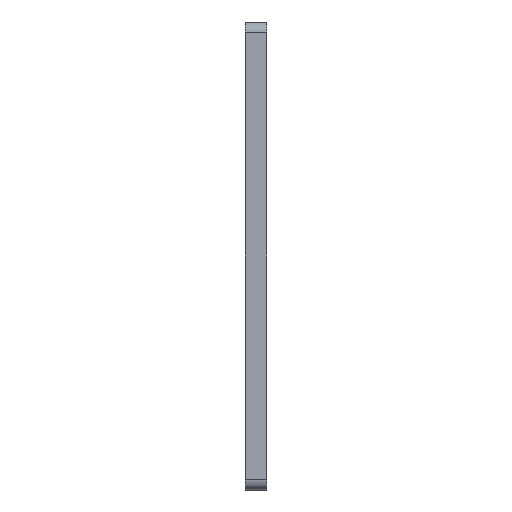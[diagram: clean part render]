
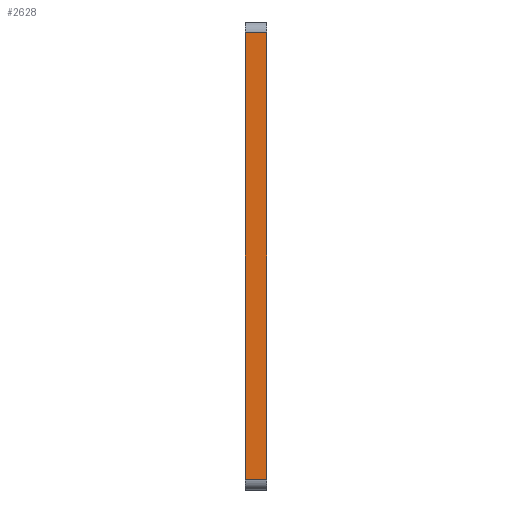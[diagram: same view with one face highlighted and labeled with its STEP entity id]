
A CAD part, left-side view. The second image highlights one B-rep face of the part: STEP entity #2628.
In plain terms, the highlighted planar face has unit normal (-1, 0, 0).
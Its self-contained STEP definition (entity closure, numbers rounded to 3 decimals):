
#55 = PLANE('',#56);
#56 = AXIS2_PLACEMENT_3D('',#57,#58,#59);
#57 = CARTESIAN_POINT('',(127.1,38.1,211.9));
#58 = DIRECTION('',(0.,-1.,0.));
#59 = DIRECTION('',(0.,0.,-1.));
#111 = PLANE('',#112);
#112 = AXIS2_PLACEMENT_3D('',#113,#114,#115);
#113 = CARTESIAN_POINT('',(127.1,42.1,211.9));
#114 = DIRECTION('',(0.,-1.,0.));
#115 = DIRECTION('',(0.,0.,-1.));
#137 = CYLINDRICAL_SURFACE('',#138,2.);
#138 = AXIS2_PLACEMENT_3D('',#139,#140,#141);
#139 = CARTESIAN_POINT('',(-184.1,38.1,213.9));
#140 = DIRECTION('',(0.,1.,0.));
#141 = DIRECTION('',(0.,0.,-1.));
#267 = VERTEX_POINT('',#268);
#268 = CARTESIAN_POINT('',(-186.1,38.1,296.1));
#287 = CYLINDRICAL_SURFACE('',#288,2.);
#288 = AXIS2_PLACEMENT_3D('',#289,#290,#291);
#289 = CARTESIAN_POINT('',(-184.1,38.1,296.1));
#290 = DIRECTION('',(0.,1.,0.));
#291 = DIRECTION('',(-1.,0.,0.));
#299 = EDGE_CURVE('',#300,#267,#302,.T.);
#300 = VERTEX_POINT('',#301);
#301 = CARTESIAN_POINT('',(-186.1,38.1,213.9));
#302 = SURFACE_CURVE('',#303,(#307,#314),.PCURVE_S1.);
#303 = LINE('',#304,#305);
#304 = CARTESIAN_POINT('',(-186.1,38.1,211.9));
#305 = VECTOR('',#306,1.);
#306 = DIRECTION('',(0.,0.,1.));
#307 = PCURVE('',#55,#308);
#308 = DEFINITIONAL_REPRESENTATION('',(#309),#313);
#309 = LINE('',#310,#311);
#310 = CARTESIAN_POINT('',(0.,-313.2));
#311 = VECTOR('',#312,1.);
#312 = DIRECTION('',(-1.,0.));
#313 = ( GEOMETRIC_REPRESENTATION_CONTEXT(2) 
PARAMETRIC_REPRESENTATION_CONTEXT() REPRESENTATION_CONTEXT('2D SPACE',''
  ) );
#314 = PCURVE('',#315,#320);
#315 = PLANE('',#316);
#316 = AXIS2_PLACEMENT_3D('',#317,#318,#319);
#317 = CARTESIAN_POINT('',(-186.1,38.1,211.9));
#318 = DIRECTION('',(1.,0.,0.));
#319 = DIRECTION('',(0.,0.,1.));
#320 = DEFINITIONAL_REPRESENTATION('',(#321),#325);
#321 = LINE('',#322,#323);
#322 = CARTESIAN_POINT('',(0.,0.));
#323 = VECTOR('',#324,1.);
#324 = DIRECTION('',(1.,0.));
#325 = ( GEOMETRIC_REPRESENTATION_CONTEXT(2) 
PARAMETRIC_REPRESENTATION_CONTEXT() REPRESENTATION_CONTEXT('2D SPACE',''
  ) );
#1505 = EDGE_CURVE('',#300,#1506,#1508,.T.);
#1506 = VERTEX_POINT('',#1507);
#1507 = CARTESIAN_POINT('',(-186.1,42.1,213.9));
#1508 = SURFACE_CURVE('',#1509,(#1513,#1520),.PCURVE_S1.);
#1509 = LINE('',#1510,#1511);
#1510 = CARTESIAN_POINT('',(-186.1,38.1,213.9));
#1511 = VECTOR('',#1512,1.);
#1512 = DIRECTION('',(0.,1.,0.));
#1513 = PCURVE('',#137,#1514);
#1514 = DEFINITIONAL_REPRESENTATION('',(#1515),#1519);
#1515 = LINE('',#1516,#1517);
#1516 = CARTESIAN_POINT('',(1.571,0.));
#1517 = VECTOR('',#1518,1.);
#1518 = DIRECTION('',(0.,1.));
#1519 = ( GEOMETRIC_REPRESENTATION_CONTEXT(2) 
PARAMETRIC_REPRESENTATION_CONTEXT() REPRESENTATION_CONTEXT('2D SPACE',''
  ) );
#1520 = PCURVE('',#315,#1521);
#1521 = DEFINITIONAL_REPRESENTATION('',(#1522),#1526);
#1522 = LINE('',#1523,#1524);
#1523 = CARTESIAN_POINT('',(2.,0.));
#1524 = VECTOR('',#1525,1.);
#1525 = DIRECTION('',(0.,-1.));
#1526 = ( GEOMETRIC_REPRESENTATION_CONTEXT(2) 
PARAMETRIC_REPRESENTATION_CONTEXT() REPRESENTATION_CONTEXT('2D SPACE',''
  ) );
#1635 = VERTEX_POINT('',#1636);
#1636 = CARTESIAN_POINT('',(-186.1,42.1,296.1));
#1662 = EDGE_CURVE('',#1506,#1635,#1663,.T.);
#1663 = SURFACE_CURVE('',#1664,(#1668,#1675),.PCURVE_S1.);
#1664 = LINE('',#1665,#1666);
#1665 = CARTESIAN_POINT('',(-186.1,42.1,211.9));
#1666 = VECTOR('',#1667,1.);
#1667 = DIRECTION('',(0.,0.,1.));
#1668 = PCURVE('',#111,#1669);
#1669 = DEFINITIONAL_REPRESENTATION('',(#1670),#1674);
#1670 = LINE('',#1671,#1672);
#1671 = CARTESIAN_POINT('',(0.,-313.2));
#1672 = VECTOR('',#1673,1.);
#1673 = DIRECTION('',(-1.,0.));
#1674 = ( GEOMETRIC_REPRESENTATION_CONTEXT(2) 
PARAMETRIC_REPRESENTATION_CONTEXT() REPRESENTATION_CONTEXT('2D SPACE',''
  ) );
#1675 = PCURVE('',#315,#1676);
#1676 = DEFINITIONAL_REPRESENTATION('',(#1677),#1681);
#1677 = LINE('',#1678,#1679);
#1678 = CARTESIAN_POINT('',(0.,-4.));
#1679 = VECTOR('',#1680,1.);
#1680 = DIRECTION('',(1.,0.));
#1681 = ( GEOMETRIC_REPRESENTATION_CONTEXT(2) 
PARAMETRIC_REPRESENTATION_CONTEXT() REPRESENTATION_CONTEXT('2D SPACE',''
  ) );
#2628 = ADVANCED_FACE('',(#2629),#315,.F.);
#2629 = FACE_BOUND('',#2630,.F.);
#2630 = EDGE_LOOP('',(#2631,#2632,#2633,#2634));
#2631 = ORIENTED_EDGE('',*,*,#299,.F.);
#2632 = ORIENTED_EDGE('',*,*,#1505,.T.);
#2633 = ORIENTED_EDGE('',*,*,#1662,.T.);
#2634 = ORIENTED_EDGE('',*,*,#2635,.F.);
#2635 = EDGE_CURVE('',#267,#1635,#2636,.T.);
#2636 = SURFACE_CURVE('',#2637,(#2641,#2648),.PCURVE_S1.);
#2637 = LINE('',#2638,#2639);
#2638 = CARTESIAN_POINT('',(-186.1,38.1,296.1));
#2639 = VECTOR('',#2640,1.);
#2640 = DIRECTION('',(0.,1.,0.));
#2641 = PCURVE('',#315,#2642);
#2642 = DEFINITIONAL_REPRESENTATION('',(#2643),#2647);
#2643 = LINE('',#2644,#2645);
#2644 = CARTESIAN_POINT('',(84.2,0.));
#2645 = VECTOR('',#2646,1.);
#2646 = DIRECTION('',(0.,-1.));
#2647 = ( GEOMETRIC_REPRESENTATION_CONTEXT(2) 
PARAMETRIC_REPRESENTATION_CONTEXT() REPRESENTATION_CONTEXT('2D SPACE',''
  ) );
#2648 = PCURVE('',#287,#2649);
#2649 = DEFINITIONAL_REPRESENTATION('',(#2650),#2654);
#2650 = LINE('',#2651,#2652);
#2651 = CARTESIAN_POINT('',(0.,0.));
#2652 = VECTOR('',#2653,1.);
#2653 = DIRECTION('',(0.,1.));
#2654 = ( GEOMETRIC_REPRESENTATION_CONTEXT(2) 
PARAMETRIC_REPRESENTATION_CONTEXT() REPRESENTATION_CONTEXT('2D SPACE',''
  ) );
